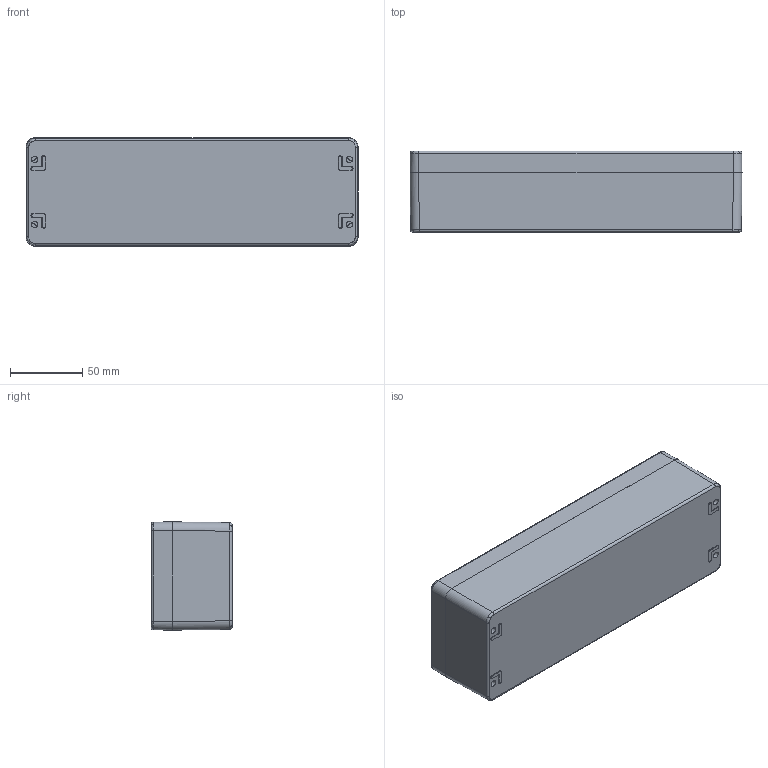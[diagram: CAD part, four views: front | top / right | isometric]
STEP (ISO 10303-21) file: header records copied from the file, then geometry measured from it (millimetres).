
FILE_DESCRIPTION(/* description */ (''),/* implementation_level */ '2;1');
FILE_NAME(/* name */ '17230806000-RST.stp',/* time_stamp */ '2021-09-08T12:41:14+02:00',/* author */ ('sl'),/* organization */ (''),/* preprocessor_version */ 'ST-DEVELOPER v16.5',/* originating_system */ 'Autodesk Inventor 2017',/* authorisation */ '');
FILE_SCHEMA (('AUTOMOTIVE_DESIGN { 1 0 10303 214 3 1 1 }'));
Products named in the file (10): Ex-Polyester-Gehäuse-09-BG-0001-17_230806_000; Deckel-Ex-Polyester-Gehäuse-09-BG-0003-17_230806_0
00; DEckel-Ex-Polyester-Gehäuse-09-BT-0001-17_230806_0
00; Dichtlippe-Ex-Polyester-Gehäuse-09-BT-0002-17_230806_000; UT-Ex-Polyester-Gehäuse-09-BG-0002-17_230806_000; 23235-Ex Unterteil; 86221; 21235-Ex Unterteil; 86223; SchraubeM4x24-7
Assembly tree (20 placements, depth 4):
  Ex-Polyester-Gehäuse-09-BG-0001-17_230806_000
    Deckel-Ex-Polyester-Gehäuse-09-BG-0003-17_230806_0
00
      DEckel-Ex-Polyester-Gehäuse-09-BT-0001-17_230806_0
00
      Dichtlippe-Ex-Polyester-Gehäuse-09-BT-0002-17_230806_000
    UT-Ex-Polyester-Gehäuse-09-BG-0002-17_230806_000
      23235-Ex Unterteil
        86221  x2
        86223  x6
        21235-Ex Unterteil
    SchraubeM4x24-7  x6
Bounding box: 230 x 56.5 x 75 mm (x, y, z)
Volume: 331730.6 mm3; surface area: 149764.2 mm2
Topology: 17 solids, 17 shells, 1268 faces, 3010 edges, 1808 vertices
Faces by surface type: bspline 408, plane 360, cylinder 280, cone 124, torus 92, sphere 4
Full cylindrical faces by diameter (mm): 3.3 x8, 3.52 x6, 4 x6, 4.5 x2, 5 x8, 5.5 x6
Entity records: 46663 total; most frequent: CARTESIAN_POINT 25511, ORIENTED_EDGE 4556, DIRECTION 4112, EDGE_CURVE 2278, AXIS2_PLACEMENT_3D 1718, VERTEX_POINT 1376, EDGE_LOOP 1128, FACE_OUTER_BOUND 1010
